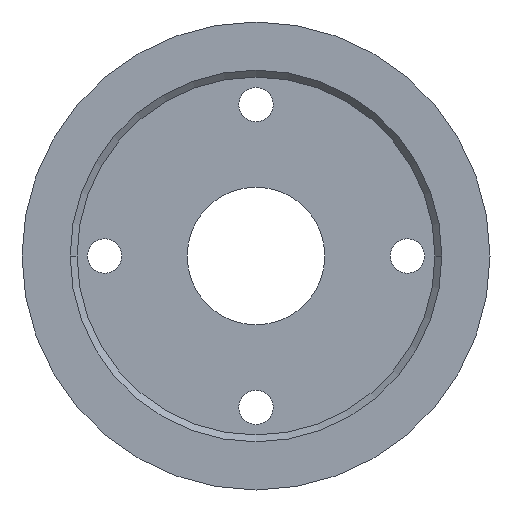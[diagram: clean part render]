
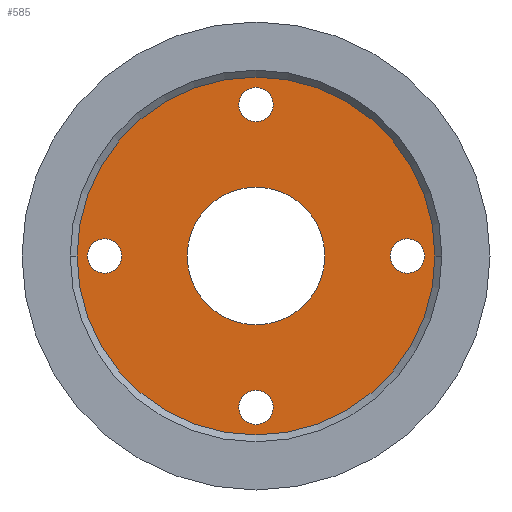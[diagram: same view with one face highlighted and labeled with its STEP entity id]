
A CAD part, front view. The second image highlights one B-rep face of the part: STEP entity #585.
In plain terms, the highlighted planar face has unit normal (0, -1, 0).
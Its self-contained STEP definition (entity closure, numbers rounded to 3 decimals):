
#145=CARTESIAN_POINT('',(0.,2.4,0.));
#146=DIRECTION('',(0.,-1.,0.));
#147=DIRECTION('',(-1.,0.,0.));
#148=AXIS2_PLACEMENT_3D('',#145,#146,#147);
#150=CARTESIAN_POINT('',(0.,2.4,0.));
#151=DIRECTION('',(0.,-1.,0.));
#152=DIRECTION('',(1.,0.,0.));
#153=AXIS2_PLACEMENT_3D('',#150,#151,#152);
#155=CARTESIAN_POINT('',(0.,2.4,0.));
#156=DIRECTION('',(0.,-1.,0.));
#157=DIRECTION('',(-1.,0.,0.));
#158=AXIS2_PLACEMENT_3D('',#155,#156,#157);
#160=CARTESIAN_POINT('',(0.,2.4,0.));
#161=DIRECTION('',(0.,-1.,0.));
#162=DIRECTION('',(1.,0.,0.));
#163=AXIS2_PLACEMENT_3D('',#160,#161,#162);
#165=CARTESIAN_POINT('',(-11.,2.4,0.));
#166=DIRECTION('',(0.,1.,0.));
#167=DIRECTION('',(1.,0.,0.));
#168=AXIS2_PLACEMENT_3D('',#165,#166,#167);
#170=CARTESIAN_POINT('',(-11.,2.4,0.));
#171=DIRECTION('',(0.,1.,0.));
#172=DIRECTION('',(-1.,0.,0.));
#173=AXIS2_PLACEMENT_3D('',#170,#171,#172);
#175=CARTESIAN_POINT('',(11.,2.4,0.));
#176=DIRECTION('',(0.,1.,0.));
#177=DIRECTION('',(1.,0.,0.));
#178=AXIS2_PLACEMENT_3D('',#175,#176,#177);
#180=CARTESIAN_POINT('',(11.,2.4,0.));
#181=DIRECTION('',(0.,1.,0.));
#182=DIRECTION('',(-1.,0.,0.));
#183=AXIS2_PLACEMENT_3D('',#180,#181,#182);
#185=CARTESIAN_POINT('',(0.,2.4,-11.));
#186=DIRECTION('',(0.,1.,0.));
#187=DIRECTION('',(1.,0.,0.));
#188=AXIS2_PLACEMENT_3D('',#185,#186,#187);
#190=CARTESIAN_POINT('',(0.,2.4,-11.));
#191=DIRECTION('',(0.,1.,0.));
#192=DIRECTION('',(-1.,0.,0.));
#193=AXIS2_PLACEMENT_3D('',#190,#191,#192);
#195=CARTESIAN_POINT('',(0.,2.4,11.));
#196=DIRECTION('',(0.,1.,0.));
#197=DIRECTION('',(1.,0.,0.));
#198=AXIS2_PLACEMENT_3D('',#195,#196,#197);
#200=CARTESIAN_POINT('',(0.,2.4,11.));
#201=DIRECTION('',(0.,1.,0.));
#202=DIRECTION('',(-1.,0.,0.));
#203=AXIS2_PLACEMENT_3D('',#200,#201,#202);
#289=CARTESIAN_POINT('',(-13.,2.4,0.));
#290=CARTESIAN_POINT('',(13.,2.4,0.));
#291=VERTEX_POINT('',#289);
#292=VERTEX_POINT('',#290);
#293=CARTESIAN_POINT('',(-5.,2.4,0.));
#294=CARTESIAN_POINT('',(5.,2.4,0.));
#295=VERTEX_POINT('',#293);
#296=VERTEX_POINT('',#294);
#301=CARTESIAN_POINT('',(-9.75,2.4,0.));
#302=CARTESIAN_POINT('',(-12.25,2.4,0.));
#303=VERTEX_POINT('',#301);
#304=VERTEX_POINT('',#302);
#305=CARTESIAN_POINT('',(12.25,2.4,0.));
#306=CARTESIAN_POINT('',(9.75,2.4,0.));
#307=VERTEX_POINT('',#305);
#308=VERTEX_POINT('',#306);
#309=CARTESIAN_POINT('',(1.25,2.4,-11.));
#310=CARTESIAN_POINT('',(-1.25,2.4,-11.));
#311=VERTEX_POINT('',#309);
#312=VERTEX_POINT('',#310);
#313=CARTESIAN_POINT('',(1.25,2.4,11.));
#314=CARTESIAN_POINT('',(-1.25,2.4,11.));
#315=VERTEX_POINT('',#313);
#316=VERTEX_POINT('',#314);
#546=CARTESIAN_POINT('',(0.,2.4,0.));
#547=DIRECTION('',(0.,-1.,0.));
#548=DIRECTION('',(-1.,0.,0.));
#549=AXIS2_PLACEMENT_3D('',#546,#547,#548);
#550=PLANE('',#549);
#552=ORIENTED_EDGE('',*,*,#551,.F.);
#554=ORIENTED_EDGE('',*,*,#553,.F.);
#555=EDGE_LOOP('',(#552,#554));
#556=FACE_OUTER_BOUND('',#555,.F.);
#557=ORIENTED_EDGE('',*,*,#541,.T.);
#558=ORIENTED_EDGE('',*,*,#528,.T.);
#559=EDGE_LOOP('',(#557,#558));
#560=FACE_BOUND('',#559,.F.);
#562=ORIENTED_EDGE('',*,*,#561,.F.);
#564=ORIENTED_EDGE('',*,*,#563,.F.);
#565=EDGE_LOOP('',(#562,#564));
#566=FACE_BOUND('',#565,.F.);
#568=ORIENTED_EDGE('',*,*,#567,.F.);
#570=ORIENTED_EDGE('',*,*,#569,.F.);
#571=EDGE_LOOP('',(#568,#570));
#572=FACE_BOUND('',#571,.F.);
#574=ORIENTED_EDGE('',*,*,#573,.F.);
#576=ORIENTED_EDGE('',*,*,#575,.F.);
#577=EDGE_LOOP('',(#574,#576));
#578=FACE_BOUND('',#577,.F.);
#580=ORIENTED_EDGE('',*,*,#579,.F.);
#582=ORIENTED_EDGE('',*,*,#581,.F.);
#583=EDGE_LOOP('',(#580,#582));
#584=FACE_BOUND('',#583,.F.);
#585=ADVANCED_FACE('',(#556,#560,#566,#572,#578,#584),#550,.T.);
#149=CIRCLE('',#148,13.);
#154=CIRCLE('',#153,13.);
#159=CIRCLE('',#158,5.);
#164=CIRCLE('',#163,5.);
#169=CIRCLE('',#168,1.25);
#174=CIRCLE('',#173,1.25);
#179=CIRCLE('',#178,1.25);
#184=CIRCLE('',#183,1.25);
#189=CIRCLE('',#188,1.25);
#194=CIRCLE('',#193,1.25);
#199=CIRCLE('',#198,1.25);
#204=CIRCLE('',#203,1.25);
#528=EDGE_CURVE('',#296,#295,#164,.T.);
#541=EDGE_CURVE('',#295,#296,#159,.T.);
#551=EDGE_CURVE('',#291,#292,#149,.T.);
#553=EDGE_CURVE('',#292,#291,#154,.T.);
#561=EDGE_CURVE('',#303,#304,#169,.T.);
#563=EDGE_CURVE('',#304,#303,#174,.T.);
#567=EDGE_CURVE('',#307,#308,#179,.T.);
#569=EDGE_CURVE('',#308,#307,#184,.T.);
#573=EDGE_CURVE('',#311,#312,#189,.T.);
#575=EDGE_CURVE('',#312,#311,#194,.T.);
#579=EDGE_CURVE('',#315,#316,#199,.T.);
#581=EDGE_CURVE('',#316,#315,#204,.T.);
